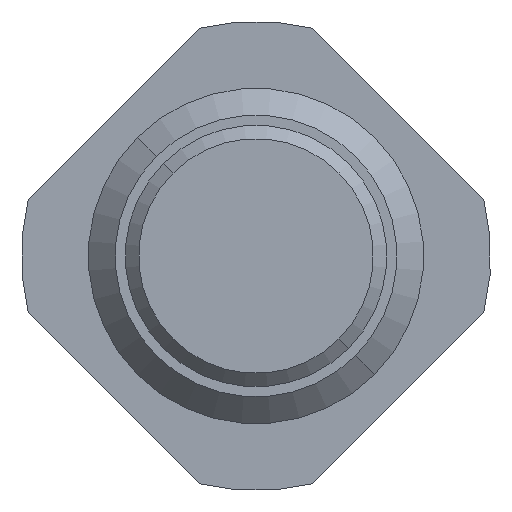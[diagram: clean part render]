
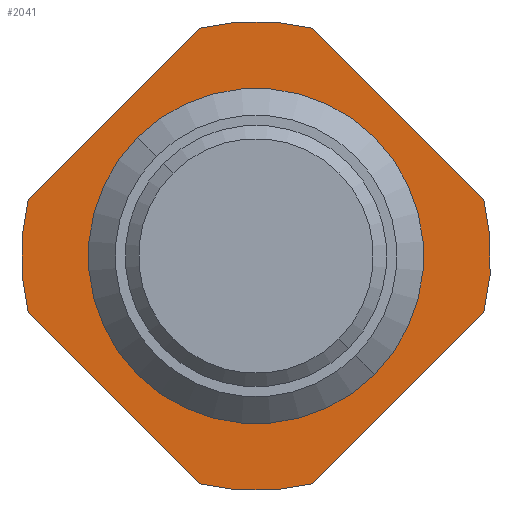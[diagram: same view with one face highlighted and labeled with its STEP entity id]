
A CAD part, front view. The second image highlights one B-rep face of the part: STEP entity #2041.
In plain terms, the highlighted planar face has unit normal (0, -1, 0).
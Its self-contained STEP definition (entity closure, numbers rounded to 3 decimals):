
#10 = DIRECTION ( 'NONE',  ( -0.707, 0., 0.707 ) ) ;
#18 = VECTOR ( 'NONE', #974, 1000. ) ;
#34 = AXIS2_PLACEMENT_3D ( 'NONE', #1654, #2126, #1623 ) ;
#77 = AXIS2_PLACEMENT_3D ( 'NONE', #2854, #2886, #2645 ) ;
#118 = VERTEX_POINT ( 'NONE', #2099 ) ;
#130 = CARTESIAN_POINT ( 'NONE',  ( 0., 5.348, 0. ) ) ;
#149 = ORIENTED_EDGE ( 'NONE', *, *, #2642, .F. ) ;
#159 = CARTESIAN_POINT ( 'NONE',  ( 0., 5.348, 0. ) ) ;
#181 = CARTESIAN_POINT ( 'NONE',  ( 1.237, 5.348, 1.237 ) ) ;
#216 = VERTEX_POINT ( 'NONE', #1461 ) ;
#219 = CARTESIAN_POINT ( 'NONE',  ( -1.698, 5.348, -0.423 ) ) ;
#248 = EDGE_CURVE ( 'Defeature ausgef�hrt4_6+Defeature ausgef�hrt4_5+Defeature ausgef�hrt4_5+Defeature ausgef�hrt4_5', #1012, #565, #452, .T. ) ;
#317 = AXIS2_PLACEMENT_3D ( 'NONE', #130, #1797, #616 ) ;
#328 = CIRCLE ( 'NONE', #317, 1.75 ) ;
#347 = CARTESIAN_POINT ( 'NONE',  ( 0.423, 5.348, 1.698 ) ) ;
#372 = AXIS2_PLACEMENT_3D ( 'NONE', #159, #639, #1140 ) ;
#406 = EDGE_LOOP ( 'NONE', ( #1854, #2086, #525, #2163, #501, #1343, #149, #1041 ) ) ;
#407 = FACE_OUTER_BOUND ( 'NONE', #406, .T. ) ;
#420 = VERTEX_POINT ( 'NONE', #347 ) ;
#431 = DIRECTION ( 'NONE',  ( -0.707, 0., 0.707 ) ) ;
#452 = CIRCLE ( 'NONE', #77, 1.17 ) ;
#501 = ORIENTED_EDGE ( 'NONE', *, *, #650, .F. ) ;
#525 = ORIENTED_EDGE ( 'NONE', *, *, #926, .F. ) ;
#553 = EDGE_CURVE ( 'Defeature ausgef�hrt4_6+Defeature ausgef�hrt4_5+Defeature ausgef�hrt4_5+Defeature ausgef�hrt4_5', #565, #1012, #1344, .T. ) ;
#565 = VERTEX_POINT ( 'NONE', #1096 ) ;
#616 = DIRECTION ( 'NONE',  ( -0.707, 0., 0.707 ) ) ;
#639 = DIRECTION ( 'NONE',  ( 0., 1., 0. ) ) ;
#650 = EDGE_CURVE ( 'Defeature ausgef�hrt4_2+Defeature ausgef�hrt4_6+Defeature ausgef�hrt4_15+Defeature ausgef�hrt4_16', #967, #216, #2677, .T. ) ;
#797 = CARTESIAN_POINT ( 'NONE',  ( -1.698, 5.348, 0.423 ) ) ;
#811 = LINE ( 'NONE', #2305, #2584 ) ;
#874 = DIRECTION ( 'NONE',  ( -0.707, 0., -0.707 ) ) ;
#926 = EDGE_CURVE ( 'Defeature ausgef�hrt4_7+Defeature ausgef�hrt4_6+Defeature ausgef�hrt4_16+Defeature ausgef�hrt4_17', #965, #1242, #1640, .T. ) ;
#963 = FACE_BOUND ( 'NONE', #2917, .T. ) ;
#965 = VERTEX_POINT ( 'NONE', #219 ) ;
#967 = VERTEX_POINT ( 'NONE', #2115 ) ;
#972 = CIRCLE ( 'NONE', #1952, 1.75 ) ;
#974 = DIRECTION ( 'NONE',  ( 0.707, 0., -0.707 ) ) ;
#985 = DIRECTION ( 'NONE',  ( 0.707, 0., 0.707 ) ) ;
#1012 = VERTEX_POINT ( 'NONE', #1209 ) ;
#1039 = ORIENTED_EDGE ( 'NONE', *, *, #553, .T. ) ;
#1041 = ORIENTED_EDGE ( 'NONE', *, *, #2723, .T. ) ;
#1096 = CARTESIAN_POINT ( 'NONE',  ( -0.827, 5.348, 0.827 ) ) ;
#1140 = DIRECTION ( 'NONE',  ( -0.707, 0., 0.707 ) ) ;
#1157 = EDGE_CURVE ( 'Defeature ausgef�hrt4_1+Defeature ausgef�hrt4_6+Defeature ausgef�hrt4_17+Defeature ausgef�hrt4_14', #118, #420, #972, .T. ) ;
#1172 = CARTESIAN_POINT ( 'NONE',  ( -2.298, 5.348, 0.177 ) ) ;
#1178 = CARTESIAN_POINT ( 'NONE',  ( -0.177, 5.348, -2.298 ) ) ;
#1209 = CARTESIAN_POINT ( 'NONE',  ( 0.827, 5.348, -0.827 ) ) ;
#1242 = VERTEX_POINT ( 'NONE', #797 ) ;
#1343 = ORIENTED_EDGE ( 'NONE', *, *, #2907, .T. ) ;
#1344 = CIRCLE ( 'NONE', #372, 1.17 ) ;
#1426 = DIRECTION ( 'NONE',  ( -0.707, 0., 0.707 ) ) ;
#1461 = CARTESIAN_POINT ( 'NONE',  ( -0.423, 5.348, -1.698 ) ) ;
#1521 = VERTEX_POINT ( 'NONE', #1618 ) ;
#1618 = CARTESIAN_POINT ( 'NONE',  ( 1.698, 5.348, 0.423 ) ) ;
#1623 = DIRECTION ( 'NONE',  ( -0.707, 0., 0.707 ) ) ;
#1640 = CIRCLE ( 'NONE', #2867, 1.75 ) ;
#1652 = CARTESIAN_POINT ( 'NONE',  ( 0., 5.348, 0. ) ) ;
#1654 = CARTESIAN_POINT ( 'NONE',  ( 0., 5.348, 0. ) ) ;
#1691 = EDGE_CURVE ( 'Defeature ausgef�hrt4_6+Defeature ausgef�hrt4_16+Defeature ausgef�hrt4_7+Defeature ausgef�hrt4_2', #965, #216, #1711, .T. ) ;
#1695 = DIRECTION ( 'NONE',  ( 0., 1., 0. ) ) ;
#1707 = VERTEX_POINT ( 'NONE', #1910 ) ;
#1711 = LINE ( 'NONE', #1172, #18 ) ;
#1797 = DIRECTION ( 'NONE',  ( 0., 1., 0. ) ) ;
#1854 = ORIENTED_EDGE ( 'NONE', *, *, #1157, .F. ) ;
#1889 = LINE ( 'NONE', #2053, #2941 ) ;
#1910 = CARTESIAN_POINT ( 'NONE',  ( 1.698, 5.348, -0.423 ) ) ;
#1952 = AXIS2_PLACEMENT_3D ( 'NONE', #2426, #1695, #10 ) ;
#2030 = VECTOR ( 'NONE', #985, 1000. ) ;
#2041 = ADVANCED_FACE ( 'Defeature ausgef�hrt4_6', ( #407, #963 ), #2399, .F. ) ;
#2053 = CARTESIAN_POINT ( 'NONE',  ( 0.177, 5.348, 2.298 ) ) ;
#2086 = ORIENTED_EDGE ( 'NONE', *, *, #2745, .T. ) ;
#2099 = CARTESIAN_POINT ( 'NONE',  ( -0.423, 5.348, 1.698 ) ) ;
#2115 = CARTESIAN_POINT ( 'NONE',  ( 0.423, 5.348, -1.698 ) ) ;
#2126 = DIRECTION ( 'NONE',  ( 0., 1., 0. ) ) ;
#2163 = ORIENTED_EDGE ( 'NONE', *, *, #1691, .T. ) ;
#2237 = ORIENTED_EDGE ( 'NONE', *, *, #248, .T. ) ;
#2296 = AXIS2_PLACEMENT_3D ( 'NONE', #181, #2330, #431 ) ;
#2305 = CARTESIAN_POINT ( 'NONE',  ( 2.298, 5.348, -0.177 ) ) ;
#2330 = DIRECTION ( 'NONE',  ( 0., 1., 0. ) ) ;
#2367 = LINE ( 'NONE', #1178, #2030 ) ;
#2375 = DIRECTION ( 'NONE',  ( 0., 1., 0. ) ) ;
#2399 = PLANE ( 'NONE',  #2296 ) ;
#2426 = CARTESIAN_POINT ( 'NONE',  ( 0., 5.348, 0. ) ) ;
#2531 = DIRECTION ( 'NONE',  ( -0.707, 0., 0.707 ) ) ;
#2584 = VECTOR ( 'NONE', #2531, 1000. ) ;
#2642 = EDGE_CURVE ( 'Defeature ausgef�hrt4_3+Defeature ausgef�hrt4_6+Defeature ausgef�hrt4_14+Defeature ausgef�hrt4_15', #1521, #1707, #328, .T. ) ;
#2645 = DIRECTION ( 'NONE',  ( -0.707, 0., 0.707 ) ) ;
#2677 = CIRCLE ( 'NONE', #34, 1.75 ) ;
#2723 = EDGE_CURVE ( 'Defeature ausgef�hrt4_6+Defeature ausgef�hrt4_14+Defeature ausgef�hrt4_3+Defeature ausgef�hrt4_1', #1521, #420, #811, .T. ) ;
#2745 = EDGE_CURVE ( 'Defeature ausgef�hrt4_6+Defeature ausgef�hrt4_17+Defeature ausgef�hrt4_1+Defeature ausgef�hrt4_7', #118, #1242, #1889, .T. ) ;
#2854 = CARTESIAN_POINT ( 'NONE',  ( 0., 5.348, 0. ) ) ;
#2867 = AXIS2_PLACEMENT_3D ( 'NONE', #1652, #2375, #1426 ) ;
#2886 = DIRECTION ( 'NONE',  ( 0., 1., 0. ) ) ;
#2907 = EDGE_CURVE ( 'Defeature ausgef�hrt4_6+Defeature ausgef�hrt4_15+Defeature ausgef�hrt4_2+Defeature ausgef�hrt4_3', #967, #1707, #2367, .T. ) ;
#2917 = EDGE_LOOP ( 'NONE', ( #1039, #2237 ) ) ;
#2941 = VECTOR ( 'NONE', #874, 1000. ) ;
